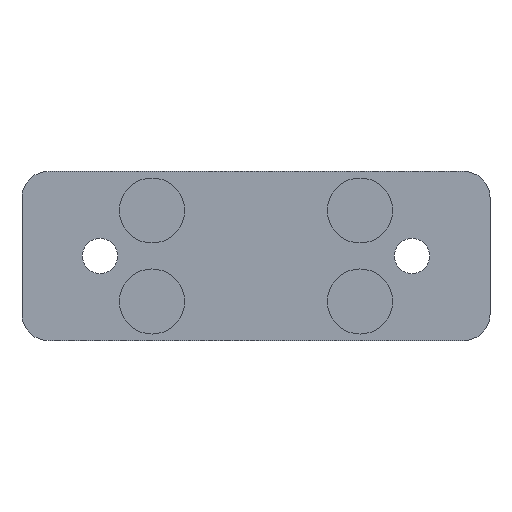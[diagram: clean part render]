
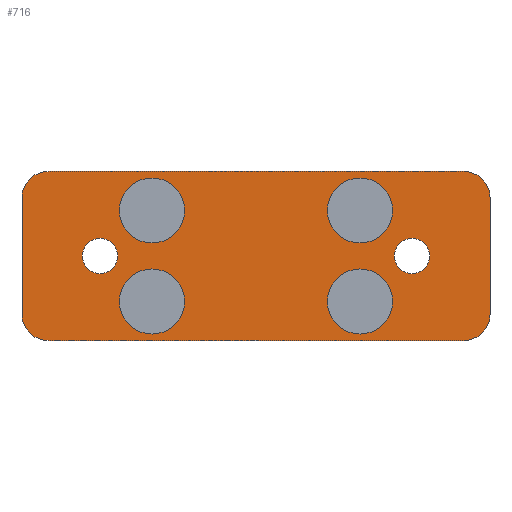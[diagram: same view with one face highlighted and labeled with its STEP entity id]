
A CAD part, front view. The second image highlights one B-rep face of the part: STEP entity #716.
In plain terms, the highlighted planar face has unit normal (0, -1, 0).
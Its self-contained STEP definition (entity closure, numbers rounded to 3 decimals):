
#23=FACE_BOUND('',#134,.T.);
#24=FACE_BOUND('',#135,.T.);
#25=FACE_BOUND('',#136,.T.);
#26=FACE_BOUND('',#137,.T.);
#27=FACE_BOUND('',#138,.T.);
#28=FACE_BOUND('',#139,.T.);
#53=PLANE('',#810);
#91=FACE_OUTER_BOUND('',#133,.T.);
#133=EDGE_LOOP('',(#649,#650,#651,#652,#653,#654,#655,#656));
#134=EDGE_LOOP('',(#657,#658));
#135=EDGE_LOOP('',(#659,#660));
#136=EDGE_LOOP('',(#661,#662));
#137=EDGE_LOOP('',(#663,#664));
#138=EDGE_LOOP('',(#665));
#139=EDGE_LOOP('',(#666));
#185=LINE('',#1160,#246);
#191=LINE('',#1194,#252);
#196=LINE('',#1213,#257);
#201=LINE('',#1257,#262);
#246=VECTOR('',#946,10.);
#252=VECTOR('',#964,10.);
#257=VECTOR('',#983,10.);
#262=VECTOR('',#1018,10.);
#263=CIRCLE('',#739,2.5);
#264=CIRCLE('',#740,2.5);
#267=CIRCLE('',#745,2.5);
#268=CIRCLE('',#746,2.5);
#271=CIRCLE('',#751,2.5);
#272=CIRCLE('',#752,2.5);
#275=CIRCLE('',#757,2.5);
#276=CIRCLE('',#758,2.5);
#281=CIRCLE('',#779,2.);
#285=CIRCLE('',#786,2.);
#286=CIRCLE('',#789,2.);
#290=CIRCLE('',#796,2.);
#297=CIRCLE('',#806,1.35);
#298=CIRCLE('',#808,1.35);
#299=VERTEX_POINT('',#1025);
#300=VERTEX_POINT('',#1026);
#303=VERTEX_POINT('',#1036);
#304=VERTEX_POINT('',#1037);
#307=VERTEX_POINT('',#1047);
#308=VERTEX_POINT('',#1048);
#311=VERTEX_POINT('',#1058);
#312=VERTEX_POINT('',#1059);
#341=VERTEX_POINT('',#1147);
#342=VERTEX_POINT('',#1148);
#346=VERTEX_POINT('',#1158);
#350=VERTEX_POINT('',#1170);
#353=VERTEX_POINT('',#1192);
#354=VERTEX_POINT('',#1196);
#355=VERTEX_POINT('',#1197);
#360=VERTEX_POINT('',#1212);
#367=VERTEX_POINT('',#1249);
#368=VERTEX_POINT('',#1253);
#369=EDGE_CURVE('',#299,#300,#263,.T.);
#370=EDGE_CURVE('',#300,#299,#264,.T.);
#374=EDGE_CURVE('',#303,#304,#267,.T.);
#375=EDGE_CURVE('',#304,#303,#268,.T.);
#379=EDGE_CURVE('',#307,#308,#271,.T.);
#380=EDGE_CURVE('',#308,#307,#272,.T.);
#384=EDGE_CURVE('',#311,#312,#275,.T.);
#385=EDGE_CURVE('',#312,#311,#276,.T.);
#427=EDGE_CURVE('',#341,#342,#281,.T.);
#433=EDGE_CURVE('',#341,#346,#185,.T.);
#438=EDGE_CURVE('',#350,#346,#285,.T.);
#443=EDGE_CURVE('',#350,#353,#191,.T.);
#444=EDGE_CURVE('',#354,#355,#286,.T.);
#452=EDGE_CURVE('',#360,#355,#196,.T.);
#454=EDGE_CURVE('',#360,#353,#290,.T.);
#464=EDGE_CURVE('',#367,#367,#297,.T.);
#466=EDGE_CURVE('',#368,#368,#298,.T.);
#468=EDGE_CURVE('',#354,#342,#201,.T.);
#649=ORIENTED_EDGE('',*,*,#427,.F.);
#650=ORIENTED_EDGE('',*,*,#433,.T.);
#651=ORIENTED_EDGE('',*,*,#438,.F.);
#652=ORIENTED_EDGE('',*,*,#443,.T.);
#653=ORIENTED_EDGE('',*,*,#454,.F.);
#654=ORIENTED_EDGE('',*,*,#452,.T.);
#655=ORIENTED_EDGE('',*,*,#444,.F.);
#656=ORIENTED_EDGE('',*,*,#468,.T.);
#657=ORIENTED_EDGE('',*,*,#369,.T.);
#658=ORIENTED_EDGE('',*,*,#370,.T.);
#659=ORIENTED_EDGE('',*,*,#374,.T.);
#660=ORIENTED_EDGE('',*,*,#375,.T.);
#661=ORIENTED_EDGE('',*,*,#379,.T.);
#662=ORIENTED_EDGE('',*,*,#380,.T.);
#663=ORIENTED_EDGE('',*,*,#384,.T.);
#664=ORIENTED_EDGE('',*,*,#385,.T.);
#665=ORIENTED_EDGE('',*,*,#466,.T.);
#666=ORIENTED_EDGE('',*,*,#464,.T.);
#716=ADVANCED_FACE('',(#91,#23,#24,#25,#26,#27,#28),#53,.T.);
#739=AXIS2_PLACEMENT_3D('',#1027,#816,#817);
#740=AXIS2_PLACEMENT_3D('',#1028,#818,#819);
#745=AXIS2_PLACEMENT_3D('',#1038,#829,#830);
#746=AXIS2_PLACEMENT_3D('',#1039,#831,#832);
#751=AXIS2_PLACEMENT_3D('',#1049,#842,#843);
#752=AXIS2_PLACEMENT_3D('',#1050,#844,#845);
#757=AXIS2_PLACEMENT_3D('',#1060,#855,#856);
#758=AXIS2_PLACEMENT_3D('',#1061,#857,#858);
#779=AXIS2_PLACEMENT_3D('',#1149,#936,#937);
#786=AXIS2_PLACEMENT_3D('',#1171,#957,#958);
#789=AXIS2_PLACEMENT_3D('',#1198,#967,#968);
#796=AXIS2_PLACEMENT_3D('',#1216,#987,#988);
#806=AXIS2_PLACEMENT_3D('',#1250,#1008,#1009);
#808=AXIS2_PLACEMENT_3D('',#1254,#1013,#1014);
#810=AXIS2_PLACEMENT_3D('',#1258,#1019,#1020);
#816=DIRECTION('center_axis',(0.,1.,0.));
#817=DIRECTION('ref_axis',(1.,0.,0.));
#818=DIRECTION('center_axis',(0.,1.,0.));
#819=DIRECTION('ref_axis',(1.,0.,0.));
#829=DIRECTION('center_axis',(0.,1.,0.));
#830=DIRECTION('ref_axis',(1.,0.,0.));
#831=DIRECTION('center_axis',(0.,1.,0.));
#832=DIRECTION('ref_axis',(1.,0.,0.));
#842=DIRECTION('center_axis',(0.,1.,0.));
#843=DIRECTION('ref_axis',(1.,0.,0.));
#844=DIRECTION('center_axis',(0.,1.,0.));
#845=DIRECTION('ref_axis',(1.,0.,0.));
#855=DIRECTION('center_axis',(0.,1.,0.));
#856=DIRECTION('ref_axis',(1.,0.,0.));
#857=DIRECTION('center_axis',(0.,1.,0.));
#858=DIRECTION('ref_axis',(1.,0.,0.));
#936=DIRECTION('center_axis',(0.,1.,0.));
#937=DIRECTION('ref_axis',(0.707,0.,-0.707));
#946=DIRECTION('',(0.,0.,1.));
#957=DIRECTION('center_axis',(0.,1.,0.));
#958=DIRECTION('ref_axis',(0.707,0.,0.707));
#964=DIRECTION('',(-1.,0.,0.));
#967=DIRECTION('center_axis',(0.,1.,0.));
#968=DIRECTION('ref_axis',(-0.707,0.,-0.707));
#983=DIRECTION('',(0.,0.,-1.));
#987=DIRECTION('center_axis',(0.,1.,0.));
#988=DIRECTION('ref_axis',(-0.707,0.,0.707));
#1008=DIRECTION('center_axis',(0.,1.,0.));
#1009=DIRECTION('ref_axis',(-1.,0.,0.));
#1013=DIRECTION('center_axis',(0.,1.,0.));
#1014=DIRECTION('ref_axis',(-1.,0.,0.));
#1018=DIRECTION('',(1.,0.,0.));
#1019=DIRECTION('center_axis',(0.,-1.,0.));
#1020=DIRECTION('ref_axis',(0.,0.,-1.));
#1025=CARTESIAN_POINT('',(10.5,-3.,-3.5));
#1026=CARTESIAN_POINT('',(5.5,-3.,-3.5));
#1027=CARTESIAN_POINT('Origin',(8.,-3.,-3.5));
#1028=CARTESIAN_POINT('Origin',(8.,-3.,-3.5));
#1036=CARTESIAN_POINT('',(10.5,-3.,3.5));
#1037=CARTESIAN_POINT('',(5.5,-3.,3.5));
#1038=CARTESIAN_POINT('Origin',(8.,-3.,3.5));
#1039=CARTESIAN_POINT('Origin',(8.,-3.,3.5));
#1047=CARTESIAN_POINT('',(-5.5,-3.,-3.5));
#1048=CARTESIAN_POINT('',(-10.5,-3.,-3.5));
#1049=CARTESIAN_POINT('Origin',(-8.,-3.,-3.5));
#1050=CARTESIAN_POINT('Origin',(-8.,-3.,-3.5));
#1058=CARTESIAN_POINT('',(-5.5,-3.,3.5));
#1059=CARTESIAN_POINT('',(-10.5,-3.,3.5));
#1060=CARTESIAN_POINT('Origin',(-8.,-3.,3.5));
#1061=CARTESIAN_POINT('Origin',(-8.,-3.,3.5));
#1147=CARTESIAN_POINT('',(18.,-3.,-4.5));
#1148=CARTESIAN_POINT('',(16.,-3.,-6.5));
#1149=CARTESIAN_POINT('Origin',(16.,-3.,-4.5));
#1158=CARTESIAN_POINT('',(18.,-3.,4.5));
#1160=CARTESIAN_POINT('',(18.,-3.,-6.5));
#1170=CARTESIAN_POINT('',(16.,-3.,6.5));
#1171=CARTESIAN_POINT('Origin',(16.,-3.,4.5));
#1192=CARTESIAN_POINT('',(-16.,-3.,6.5));
#1194=CARTESIAN_POINT('',(18.,-3.,6.5));
#1196=CARTESIAN_POINT('',(-16.,-3.,-6.5));
#1197=CARTESIAN_POINT('',(-18.,-3.,-4.5));
#1198=CARTESIAN_POINT('Origin',(-16.,-3.,-4.5));
#1212=CARTESIAN_POINT('',(-18.,-3.,4.5));
#1213=CARTESIAN_POINT('',(-18.,-3.,6.5));
#1216=CARTESIAN_POINT('Origin',(-16.,-3.,4.5));
#1249=CARTESIAN_POINT('',(13.35,-3.,0.));
#1250=CARTESIAN_POINT('Origin',(12.,-3.,0.));
#1253=CARTESIAN_POINT('',(-10.65,-3.,0.));
#1254=CARTESIAN_POINT('Origin',(-12.,-3.,0.));
#1257=CARTESIAN_POINT('',(-18.,-3.,-6.5));
#1258=CARTESIAN_POINT('Origin',(0.,-3.,0.));
